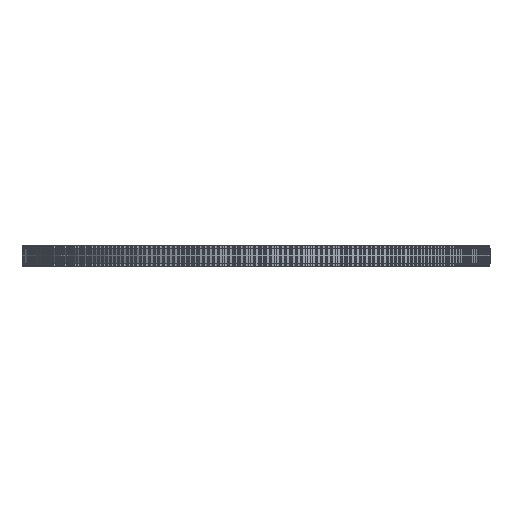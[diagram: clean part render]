
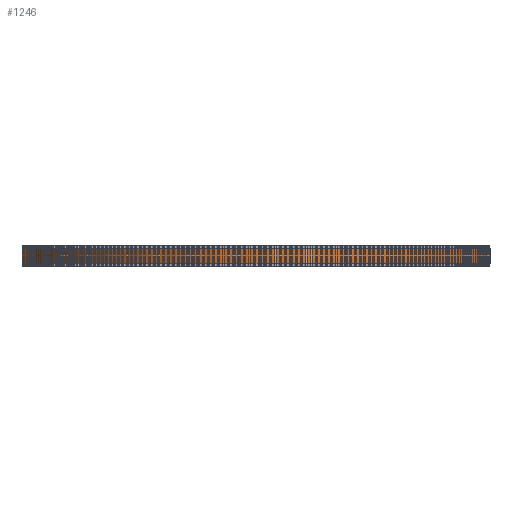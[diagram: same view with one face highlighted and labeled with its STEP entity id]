
A CAD part, left-side view. The second image highlights one B-rep face of the part: STEP entity #1246.
In plain terms, the highlighted cylindrical face has radius 89.445 mm (diameter 178.89 mm), a full revolution.
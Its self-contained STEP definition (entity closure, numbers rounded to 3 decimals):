
#97=FACE_BOUND('',#4624,.T.);
#98=FACE_BOUND('',#4625,.T.);
#1246=ADVANCED_FACE('',(#97,#98),#2371,.T.);
#2371=CYLINDRICAL_SURFACE('',#24871,89.445);
#4624=EDGE_LOOP('',(#13618));
#4625=EDGE_LOOP('',(#13619));
#13618=ORIENTED_EDGE('',*,*,#19242,.T.);
#13619=ORIENTED_EDGE('',*,*,#19243,.T.);
#15868=VERTEX_POINT('',#39500);
#15869=VERTEX_POINT('',#39502);
#19242=EDGE_CURVE('',#15868,#15868,#21492,.T.);
#19243=EDGE_CURVE('',#15869,#15869,#21493,.T.);
#21492=CIRCLE('',#24869,89.445);
#21493=CIRCLE('',#24870,89.445);
#24869=AXIS2_PLACEMENT_3D('',#39499,#32746,#32747);
#24870=AXIS2_PLACEMENT_3D('',#39501,#32748,#32749);
#24871=AXIS2_PLACEMENT_3D('',#39503,#32750,#32751);
#32746=DIRECTION('',(0.,0.,1.));
#32747=DIRECTION('',(1.,0.,0.));
#32748=DIRECTION('',(0.,0.,-1.));
#32749=DIRECTION('',(1.,0.,0.));
#32750=DIRECTION('',(0.,0.,1.));
#32751=DIRECTION('',(1.,0.,0.));
#39499=CARTESIAN_POINT('',(0.,0.,1.));
#39500=CARTESIAN_POINT('',(89.445,0.,1.));
#39501=CARTESIAN_POINT('',(0.,0.,7.));
#39502=CARTESIAN_POINT('',(89.445,0.,7.));
#39503=CARTESIAN_POINT('',(0.,0.,1.));
